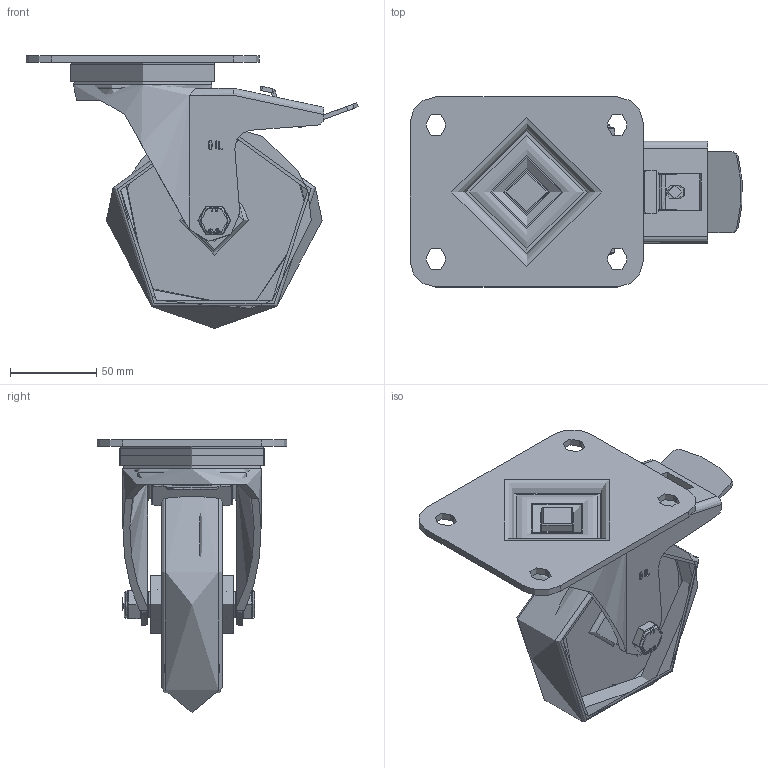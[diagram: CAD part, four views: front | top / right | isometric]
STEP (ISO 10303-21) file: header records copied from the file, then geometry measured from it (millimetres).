
FILE_DESCRIPTION(/* description */ (''),/* implementation_level */ '2;1');
FILE_NAME(/* name */ 'SSPH125NYBSWB.step',/* time_stamp */ '2025-06-09T08:42:58+01:00',/* author */ (''),/* organization */ (''),/* preprocessor_version */ 'ST-DEVELOPER v20.1',/* originating_system */ 'Autodesk Translation Framework v14.10.0.0',/* authorisation */ '');
FILE_SCHEMA (('AUTOMOTIVE_DESIGN { 1 0 10303 214 3 1 1 }'));
Length unit declared in the file: millimetre
Products named in the file (25): SSPH125NYBSWB; SSPH125ASSWB v1; STAINLESS STEEL TOP PLATE; STAINLESS STEEL FORKS; BEARING SEAL; STAINLESS STEEL BRAKE PEDAL; BRAKE PAD; BRAKE PAD Geometry; BRAKE BOLT; BZH125WNYRB61 v1; NYLON WHEEL; NYLON WHEEL Geometry; CAPS; ROLLER BEARING; CAGE; RIBS; Component4; TUBEM15X50SS v1; STAINLESS STEEL AXLE TUBE; BOLTM10X70A2 v2; GRADE A2 304 STAINLESS STEEL BOLT; NYLOCM10A2 v1; STAINLESS STEEL NUT; RUBBER; NUT
Assembly tree (31 placements, depth 5):
  SSPH125NYBSWB
    SSPH125ASSWB v1
      STAINLESS STEEL TOP PLATE
      STAINLESS STEEL FORKS
      BEARING SEAL
      STAINLESS STEEL BRAKE PEDAL
      BRAKE PAD
        BRAKE PAD Geometry
        BRAKE BOLT
    BZH125WNYRB61 v1
      NYLON WHEEL
        NYLON WHEEL Geometry
        CAPS
      ROLLER BEARING
        CAGE
        RIBS
          Component4  x8
    TUBEM15X50SS v1
      STAINLESS STEEL AXLE TUBE
    BOLTM10X70A2 v2
      GRADE A2 304 STAINLESS STEEL BOLT
    NYLOCM10A2 v1
      STAINLESS STEEL NUT
        RUBBER
        NUT
Bounding box: 192.22 x 110 x 158 mm (x, y, z)
Volume: 388656.4 mm3; surface area: 173210.2 mm2
Topology: 23 solids, 23 shells, 904 faces, 2359 edges, 1527 vertices
Faces by surface type: plane 525, cylinder 205, bspline 127, torus 25, sphere 18, cone 4
Full cylindrical faces by diameter (mm): 4 x8, 8 x2, 8.141 x18, 9.85 x18, 10 x3, 10.2 x2, 10.5 x1, 12 x2, 15 x4, 15.5 x1, 16 x1, 21 x1, 22.75 x1, 24 x3, 25 x1, 26 x1, 28 x1, 32 x2, 34 x2, 51 x1, 60 x1, 72 x1, 80 x1, 82.5 x2, 83.5 x1
Entity records: 36700 total; most frequent: CARTESIAN_POINT 14620, ORIENTED_EDGE 4676, DIRECTION 4152, EDGE_CURVE 2338, VERTEX_POINT 1513, AXIS2_PLACEMENT_3D 1397, LINE 1358, VECTOR 1358
